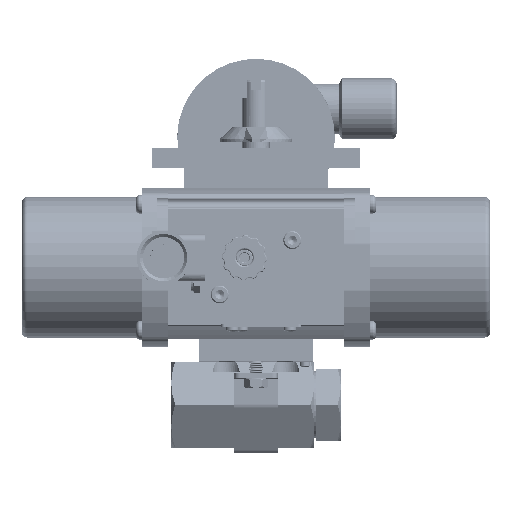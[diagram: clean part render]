
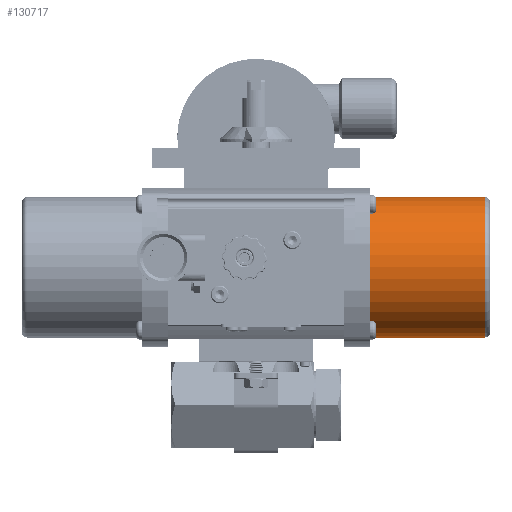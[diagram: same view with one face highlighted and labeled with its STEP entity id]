
A CAD part, top view. The second image highlights one B-rep face of the part: STEP entity #130717.
In plain terms, the highlighted cylindrical face has radius 30.963 mm (diameter 61.925 mm), a partial arc.
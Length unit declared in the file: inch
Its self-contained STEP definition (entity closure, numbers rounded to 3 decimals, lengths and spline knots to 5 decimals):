
#2353 = FACE_OUTER_BOUND ( 'NONE', #130103, .T. ) ;
#11789 = DIRECTION ( 'NONE',  ( 0., -1., 0. ) ) ;
#21575 = ORIENTED_EDGE ( 'NONE', *, *, #202748, .T. ) ;
#28395 = CARTESIAN_POINT ( 'NONE',  ( 1.7145, 1.167, 0. ) ) ;
#37722 = CIRCLE ( 'NONE', #195426, 1.219 ) ;
#38701 = AXIS2_PLACEMENT_3D ( 'NONE', #82794, #198832, #99472 ) ;
#40376 = EDGE_CURVE ( 'NONE', #103639, #149897, #37722, .T. ) ;
#64905 = EDGE_CURVE ( 'NONE', #92894, #149897, #106205, .T. ) ;
#68190 = CIRCLE ( 'NONE', #38701, 1.219 ) ;
#75855 = DIRECTION ( 'NONE',  ( 0., 1., 0. ) ) ;
#78100 = DIRECTION ( 'NONE',  ( -1., 0., 0. ) ) ;
#82794 = CARTESIAN_POINT ( 'NONE',  ( 3.9725, 2.386, 0. ) ) ;
#91291 = LINE ( 'NONE', #127339, #130115 ) ;
#92894 = VERTEX_POINT ( 'NONE', #174861 ) ;
#99472 = DIRECTION ( 'NONE',  ( 0., -1., 0. ) ) ;
#103639 = VERTEX_POINT ( 'NONE', #184433 ) ;
#105023 = ORIENTED_EDGE ( 'NONE', *, *, #40376, .T. ) ;
#106205 = LINE ( 'NONE', #28395, #189178 ) ;
#109225 = DIRECTION ( 'NONE',  ( -1., 0., 0. ) ) ;
#109267 = ORIENTED_EDGE ( 'NONE', *, *, #186178, .T. ) ;
#111243 = DIRECTION ( 'NONE',  ( 1., 0., 0. ) ) ;
#112289 = VERTEX_POINT ( 'NONE', #163878 ) ;
#125670 = AXIS2_PLACEMENT_3D ( 'NONE', #191873, #109225, #75855 ) ;
#127339 = CARTESIAN_POINT ( 'NONE',  ( 1.7145, 3.605, 0. ) ) ;
#128172 = ORIENTED_EDGE ( 'NONE', *, *, #64905, .F. ) ;
#130103 = EDGE_LOOP ( 'NONE', ( #128172, #109267, #21575, #105023 ) ) ;
#130115 = VECTOR ( 'NONE', #78100, 39.37008 ) ;
#130717 = ADVANCED_FACE ( 'NONE', ( #2353 ), #178844, .T. ) ;
#144411 = DIRECTION ( 'NONE',  ( -1., 0., 0. ) ) ;
#149897 = VERTEX_POINT ( 'NONE', #214976 ) ;
#163878 = CARTESIAN_POINT ( 'NONE',  ( 3.9725, 3.605, 0. ) ) ;
#174861 = CARTESIAN_POINT ( 'NONE',  ( 3.9725, 1.167, 0. ) ) ;
#178844 = CYLINDRICAL_SURFACE ( 'NONE', #125670, 1.219 ) ;
#184433 = CARTESIAN_POINT ( 'NONE',  ( 1.8575, 3.605, 0. ) ) ;
#186178 = EDGE_CURVE ( 'NONE', #92894, #112289, #68190, .T. ) ;
#189178 = VECTOR ( 'NONE', #144411, 39.37008 ) ;
#191873 = CARTESIAN_POINT ( 'NONE',  ( 1.7145, 2.386, 0. ) ) ;
#195426 = AXIS2_PLACEMENT_3D ( 'NONE', #210621, #111243, #11789 ) ;
#198832 = DIRECTION ( 'NONE',  ( -1., 0., 0. ) ) ;
#202748 = EDGE_CURVE ( 'NONE', #112289, #103639, #91291, .T. ) ;
#210621 = CARTESIAN_POINT ( 'NONE',  ( 1.8575, 2.386, 0. ) ) ;
#214976 = CARTESIAN_POINT ( 'NONE',  ( 1.8575, 1.167, 0. ) ) ;
